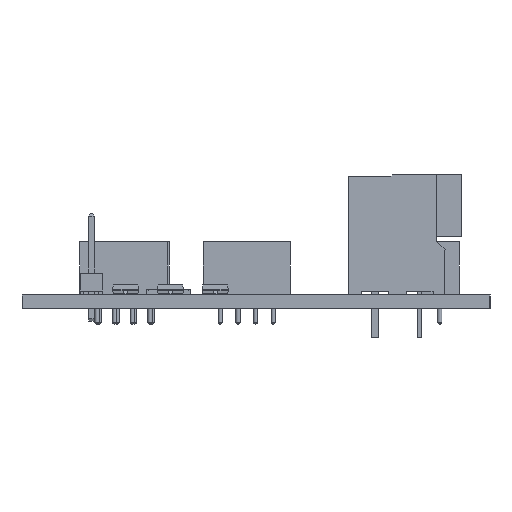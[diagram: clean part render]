
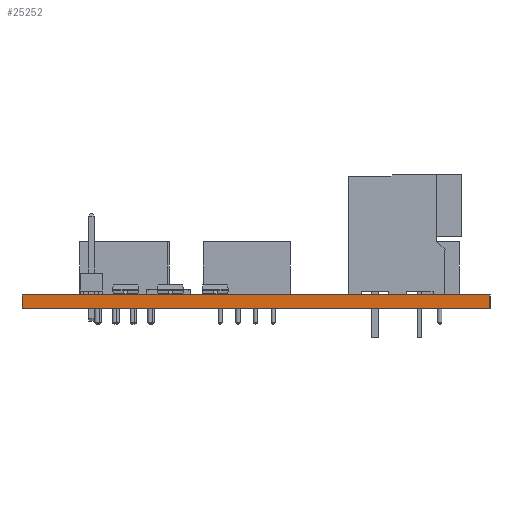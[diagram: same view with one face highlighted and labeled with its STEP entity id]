
A CAD part, left-side view. The second image highlights one B-rep face of the part: STEP entity #25252.
In plain terms, the highlighted planar face has unit normal (-1, 0, 0).
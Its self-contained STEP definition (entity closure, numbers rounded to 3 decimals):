
#25071 = PLANE('',#25072);
#25072 = AXIS2_PLACEMENT_3D('',#25073,#25074,#25075);
#25073 = CARTESIAN_POINT('',(103.,-53.,0.));
#25074 = DIRECTION('',(0.,-1.,0.));
#25075 = DIRECTION('',(-1.,0.,0.));
#25096 = VERTEX_POINT('',#25097);
#25097 = CARTESIAN_POINT('',(0.,-53.,1.58));
#25111 = PLANE('',#25112);
#25112 = AXIS2_PLACEMENT_3D('',#25113,#25114,#25115);
#25113 = CARTESIAN_POINT('',(51.5,-26.5,1.58));
#25114 = DIRECTION('',(-0.,-0.,-1.));
#25115 = DIRECTION('',(-1.,0.,0.));
#25123 = EDGE_CURVE('',#25124,#25096,#25126,.T.);
#25124 = VERTEX_POINT('',#25125);
#25125 = CARTESIAN_POINT('',(0.,-53.,0.));
#25126 = SURFACE_CURVE('',#25127,(#25131,#25138),.PCURVE_S1.);
#25127 = LINE('',#25128,#25129);
#25128 = CARTESIAN_POINT('',(0.,-53.,0.));
#25129 = VECTOR('',#25130,1.);
#25130 = DIRECTION('',(0.,0.,1.));
#25131 = PCURVE('',#25071,#25132);
#25132 = DEFINITIONAL_REPRESENTATION('',(#25133),#25137);
#25133 = LINE('',#25134,#25135);
#25134 = CARTESIAN_POINT('',(103.,0.));
#25135 = VECTOR('',#25136,1.);
#25136 = DIRECTION('',(0.,-1.));
#25137 = ( GEOMETRIC_REPRESENTATION_CONTEXT(2) 
PARAMETRIC_REPRESENTATION_CONTEXT() REPRESENTATION_CONTEXT('2D SPACE',''
  ) );
#25138 = PCURVE('',#25139,#25144);
#25139 = PLANE('',#25140);
#25140 = AXIS2_PLACEMENT_3D('',#25141,#25142,#25143);
#25141 = CARTESIAN_POINT('',(0.,-53.,0.));
#25142 = DIRECTION('',(-1.,0.,0.));
#25143 = DIRECTION('',(0.,1.,0.));
#25144 = DEFINITIONAL_REPRESENTATION('',(#25145),#25149);
#25145 = LINE('',#25146,#25147);
#25146 = CARTESIAN_POINT('',(0.,0.));
#25147 = VECTOR('',#25148,1.);
#25148 = DIRECTION('',(0.,-1.));
#25149 = ( GEOMETRIC_REPRESENTATION_CONTEXT(2) 
PARAMETRIC_REPRESENTATION_CONTEXT() REPRESENTATION_CONTEXT('2D SPACE',''
  ) );
#25165 = PLANE('',#25166);
#25166 = AXIS2_PLACEMENT_3D('',#25167,#25168,#25169);
#25167 = CARTESIAN_POINT('',(51.5,-26.5,0.));
#25168 = DIRECTION('',(-0.,-0.,-1.));
#25169 = DIRECTION('',(-1.,0.,0.));
#25198 = PLANE('',#25199);
#25199 = AXIS2_PLACEMENT_3D('',#25200,#25201,#25202);
#25200 = CARTESIAN_POINT('',(0.,0.,0.));
#25201 = DIRECTION('',(0.,1.,0.));
#25202 = DIRECTION('',(1.,0.,0.));
#25252 = ADVANCED_FACE('',(#25253),#25139,.T.);
#25253 = FACE_BOUND('',#25254,.T.);
#25254 = EDGE_LOOP('',(#25255,#25256,#25279,#25302));
#25255 = ORIENTED_EDGE('',*,*,#25123,.T.);
#25256 = ORIENTED_EDGE('',*,*,#25257,.T.);
#25257 = EDGE_CURVE('',#25096,#25258,#25260,.T.);
#25258 = VERTEX_POINT('',#25259);
#25259 = CARTESIAN_POINT('',(0.,0.,1.58));
#25260 = SURFACE_CURVE('',#25261,(#25265,#25272),.PCURVE_S1.);
#25261 = LINE('',#25262,#25263);
#25262 = CARTESIAN_POINT('',(0.,-53.,1.58));
#25263 = VECTOR('',#25264,1.);
#25264 = DIRECTION('',(0.,1.,0.));
#25265 = PCURVE('',#25139,#25266);
#25266 = DEFINITIONAL_REPRESENTATION('',(#25267),#25271);
#25267 = LINE('',#25268,#25269);
#25268 = CARTESIAN_POINT('',(0.,-1.58));
#25269 = VECTOR('',#25270,1.);
#25270 = DIRECTION('',(1.,0.));
#25271 = ( GEOMETRIC_REPRESENTATION_CONTEXT(2) 
PARAMETRIC_REPRESENTATION_CONTEXT() REPRESENTATION_CONTEXT('2D SPACE',''
  ) );
#25272 = PCURVE('',#25111,#25273);
#25273 = DEFINITIONAL_REPRESENTATION('',(#25274),#25278);
#25274 = LINE('',#25275,#25276);
#25275 = CARTESIAN_POINT('',(51.5,-26.5));
#25276 = VECTOR('',#25277,1.);
#25277 = DIRECTION('',(0.,1.));
#25278 = ( GEOMETRIC_REPRESENTATION_CONTEXT(2) 
PARAMETRIC_REPRESENTATION_CONTEXT() REPRESENTATION_CONTEXT('2D SPACE',''
  ) );
#25279 = ORIENTED_EDGE('',*,*,#25280,.F.);
#25280 = EDGE_CURVE('',#25281,#25258,#25283,.T.);
#25281 = VERTEX_POINT('',#25282);
#25282 = CARTESIAN_POINT('',(0.,-0.,0.));
#25283 = SURFACE_CURVE('',#25284,(#25288,#25295),.PCURVE_S1.);
#25284 = LINE('',#25285,#25286);
#25285 = CARTESIAN_POINT('',(0.,-0.,0.));
#25286 = VECTOR('',#25287,1.);
#25287 = DIRECTION('',(0.,0.,1.));
#25288 = PCURVE('',#25139,#25289);
#25289 = DEFINITIONAL_REPRESENTATION('',(#25290),#25294);
#25290 = LINE('',#25291,#25292);
#25291 = CARTESIAN_POINT('',(53.,0.));
#25292 = VECTOR('',#25293,1.);
#25293 = DIRECTION('',(0.,-1.));
#25294 = ( GEOMETRIC_REPRESENTATION_CONTEXT(2) 
PARAMETRIC_REPRESENTATION_CONTEXT() REPRESENTATION_CONTEXT('2D SPACE',''
  ) );
#25295 = PCURVE('',#25198,#25296);
#25296 = DEFINITIONAL_REPRESENTATION('',(#25297),#25301);
#25297 = LINE('',#25298,#25299);
#25298 = CARTESIAN_POINT('',(0.,0.));
#25299 = VECTOR('',#25300,1.);
#25300 = DIRECTION('',(0.,-1.));
#25301 = ( GEOMETRIC_REPRESENTATION_CONTEXT(2) 
PARAMETRIC_REPRESENTATION_CONTEXT() REPRESENTATION_CONTEXT('2D SPACE',''
  ) );
#25302 = ORIENTED_EDGE('',*,*,#25303,.F.);
#25303 = EDGE_CURVE('',#25124,#25281,#25304,.T.);
#25304 = SURFACE_CURVE('',#25305,(#25309,#25316),.PCURVE_S1.);
#25305 = LINE('',#25306,#25307);
#25306 = CARTESIAN_POINT('',(0.,-53.,0.));
#25307 = VECTOR('',#25308,1.);
#25308 = DIRECTION('',(0.,1.,0.));
#25309 = PCURVE('',#25139,#25310);
#25310 = DEFINITIONAL_REPRESENTATION('',(#25311),#25315);
#25311 = LINE('',#25312,#25313);
#25312 = CARTESIAN_POINT('',(0.,0.));
#25313 = VECTOR('',#25314,1.);
#25314 = DIRECTION('',(1.,0.));
#25315 = ( GEOMETRIC_REPRESENTATION_CONTEXT(2) 
PARAMETRIC_REPRESENTATION_CONTEXT() REPRESENTATION_CONTEXT('2D SPACE',''
  ) );
#25316 = PCURVE('',#25165,#25317);
#25317 = DEFINITIONAL_REPRESENTATION('',(#25318),#25322);
#25318 = LINE('',#25319,#25320);
#25319 = CARTESIAN_POINT('',(51.5,-26.5));
#25320 = VECTOR('',#25321,1.);
#25321 = DIRECTION('',(0.,1.));
#25322 = ( GEOMETRIC_REPRESENTATION_CONTEXT(2) 
PARAMETRIC_REPRESENTATION_CONTEXT() REPRESENTATION_CONTEXT('2D SPACE',''
  ) );
